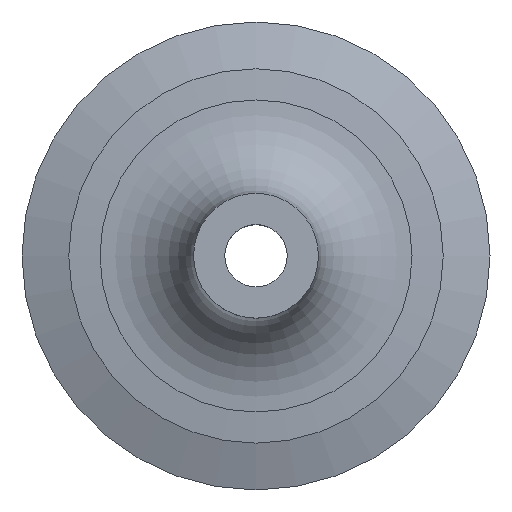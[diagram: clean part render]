
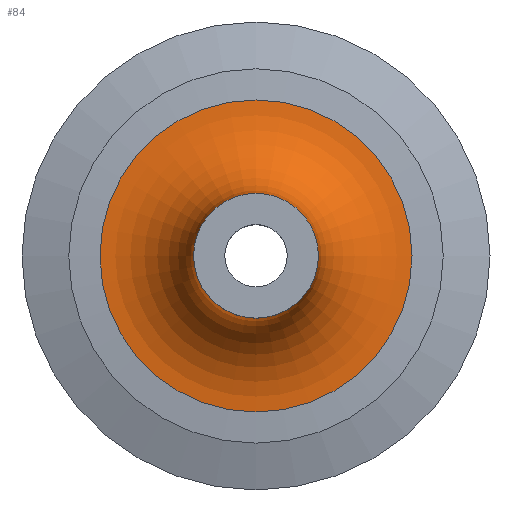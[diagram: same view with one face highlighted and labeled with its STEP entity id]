
A CAD part, top view. The second image highlights one B-rep face of the part: STEP entity #84.
In plain terms, the highlighted toroidal (fillet/blend) face has major radius 25 mm and minor radius 15 mm.
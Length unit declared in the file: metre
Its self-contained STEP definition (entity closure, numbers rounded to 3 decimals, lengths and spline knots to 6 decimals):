
#14=TOROIDAL_SURFACE('',#107,0.025,0.015);
#21=ORIENTED_EDGE('',*,*,#33,.T.);
#22=ORIENTED_EDGE('',*,*,#34,.F.);
#33=EDGE_CURVE('',#40,#40,#47,.T.);
#34=EDGE_CURVE('',#41,#41,#48,.T.);
#40=VERTEX_POINT('',#154);
#41=VERTEX_POINT('',#157);
#47=CIRCLE('',#106,0.01);
#48=CIRCLE('',#108,0.025);
#56=EDGE_LOOP('',(#21));
#57=EDGE_LOOP('',(#22));
#70=FACE_BOUND('',#56,.T.);
#71=FACE_BOUND('',#57,.T.);
#84=ADVANCED_FACE('',(#70,#71),#14,.F.);
#106=AXIS2_PLACEMENT_3D('',#153,#126,#127);
#107=AXIS2_PLACEMENT_3D('',#155,#128,#129);
#108=AXIS2_PLACEMENT_3D('',#156,#130,#131);
#126=DIRECTION('',(0.,0.,-1.));
#127=DIRECTION('',(-1.,0.,0.));
#128=DIRECTION('',(0.,0.,-1.));
#129=DIRECTION('',(-1.,0.,0.));
#130=DIRECTION('',(0.,0.,-1.));
#131=DIRECTION('',(-1.,0.,0.));
#153=CARTESIAN_POINT('',(0.,0.,0.018));
#154=CARTESIAN_POINT('',(-0.01,0.,0.018));
#155=CARTESIAN_POINT('',(0.,0.,0.018));
#156=CARTESIAN_POINT('',(0.,0.,0.003));
#157=CARTESIAN_POINT('',(-0.025,0.,0.003));
